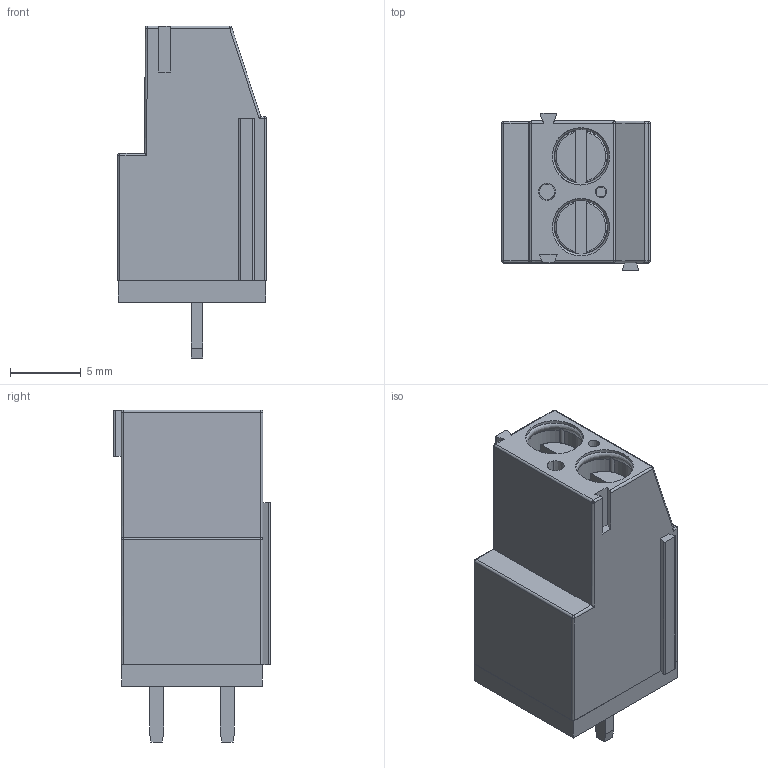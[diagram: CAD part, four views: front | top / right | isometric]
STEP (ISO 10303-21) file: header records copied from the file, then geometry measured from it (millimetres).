
FILE_DESCRIPTION(/* description */ (''),/* implementation_level */ '2;1');
FILE_NAME(/* name */ 'DG129-5.0-02P-1Y-100AH.stp',/* time_stamp */ '2020-03-24T11:18:09+08:00',/* author */ (''),/* organization */ (''),/* preprocessor_version */ 'ST-DEVELOPER v15',/* originating_system */ 'SIEMENS PLM Software NX 8.5',/* authorisation */ '');
FILE_SCHEMA (('AP203_CONFIGURATION_CONTROLLED_3D_DESIGN_OF_MECHANICAL_PARTS_AND_ASSEMBLIES_MIM_LF { 1 0 10303 403 2 1 2}'));
Length unit declared in the file: millimetre
Products named in the file (1): Admi12D4230Eogwi
Bounding box: 10.5 x 11.1 x 23.45 mm (x, y, z)
Volume: 1690.6 mm3; surface area: 1161 mm2
Topology: 1 solids, 1 shells, 454 faces, 1264 edges, 828 vertices
Faces by surface type: plane 390, cylinder 38, torus 10, sphere 8, cone 5, revolution 2, extrusion 1
Full cylindrical faces by diameter (mm): 4.05 x2
Entity records: 14875 total; most frequent: CARTESIAN_POINT 3190, ORIENTED_EDGE 2494, DIRECTION 2232, EDGE_CURVE 1247, VECTOR 1094, LINE 1093, VERTEX_POINT 822, AXIS2_PLACEMENT_3D 568
